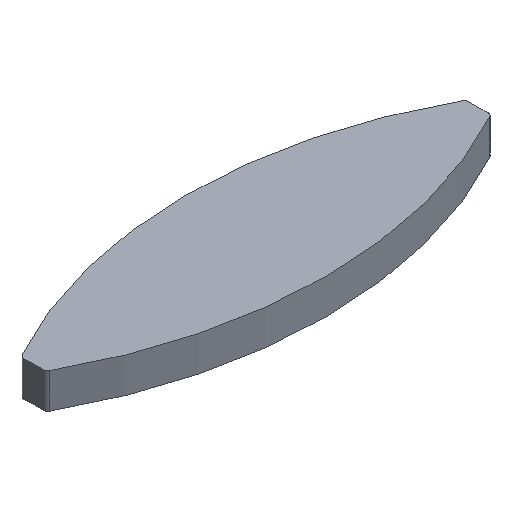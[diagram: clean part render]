
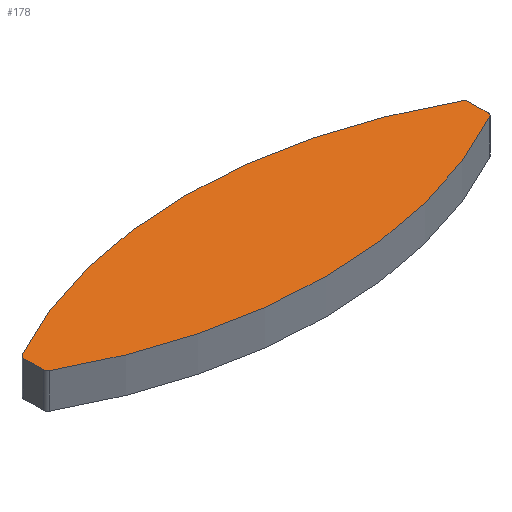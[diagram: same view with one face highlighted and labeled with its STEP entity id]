
A CAD part, isometric view. The second image highlights one B-rep face of the part: STEP entity #178.
In plain terms, the highlighted planar face has unit normal (0, 0, 1).
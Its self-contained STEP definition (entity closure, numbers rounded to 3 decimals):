
#30=FACE_OUTER_BOUND('',#40,.T.);
#40=EDGE_LOOP('',(#157,#158,#159,#160,#161,#162,#163,#164));
#47=CIRCLE('',#207,39.);
#48=CIRCLE('',#209,0.4);
#49=CIRCLE('',#212,0.4);
#50=CIRCLE('',#214,39.);
#51=CIRCLE('',#216,0.4);
#52=CIRCLE('',#219,0.4);
#58=LINE('',#309,#70);
#63=LINE('',#325,#75);
#70=VECTOR('',#252,10.);
#75=VECTOR('',#271,10.);
#85=VERTEX_POINT('',#298);
#86=VERTEX_POINT('',#299);
#87=VERTEX_POINT('',#304);
#88=VERTEX_POINT('',#308);
#89=VERTEX_POINT('',#312);
#90=VERTEX_POINT('',#316);
#91=VERTEX_POINT('',#320);
#92=VERTEX_POINT('',#324);
#101=EDGE_CURVE('',#85,#86,#47,.T.);
#104=EDGE_CURVE('',#86,#87,#48,.T.);
#106=EDGE_CURVE('',#87,#88,#58,.T.);
#108=EDGE_CURVE('',#88,#89,#49,.T.);
#110=EDGE_CURVE('',#89,#90,#50,.T.);
#112=EDGE_CURVE('',#90,#91,#51,.T.);
#114=EDGE_CURVE('',#91,#92,#63,.T.);
#116=EDGE_CURVE('',#92,#85,#52,.T.);
#157=ORIENTED_EDGE('',*,*,#101,.F.);
#158=ORIENTED_EDGE('',*,*,#116,.F.);
#159=ORIENTED_EDGE('',*,*,#114,.F.);
#160=ORIENTED_EDGE('',*,*,#112,.F.);
#161=ORIENTED_EDGE('',*,*,#110,.F.);
#162=ORIENTED_EDGE('',*,*,#108,.F.);
#163=ORIENTED_EDGE('',*,*,#106,.F.);
#164=ORIENTED_EDGE('',*,*,#104,.F.);
#168=PLANE('',#220);
#178=ADVANCED_FACE('',(#30),#168,.T.);
#207=AXIS2_PLACEMENT_3D('',#300,#241,#242);
#209=AXIS2_PLACEMENT_3D('',#305,#247,#248);
#212=AXIS2_PLACEMENT_3D('',#313,#256,#257);
#214=AXIS2_PLACEMENT_3D('',#317,#261,#262);
#216=AXIS2_PLACEMENT_3D('',#321,#266,#267);
#219=AXIS2_PLACEMENT_3D('',#328,#275,#276);
#220=AXIS2_PLACEMENT_3D('',#329,#277,#278);
#241=DIRECTION('center_axis',(0.,0.,-1.));
#242=DIRECTION('ref_axis',(-0.482,-0.876,0.));
#247=DIRECTION('center_axis',(0.,0.,-1.));
#248=DIRECTION('ref_axis',(-1.,0.,0.));
#252=DIRECTION('',(0.,-1.,0.));
#256=DIRECTION('center_axis',(0.,0.,-1.));
#257=DIRECTION('ref_axis',(-0.482,0.876,0.));
#261=DIRECTION('center_axis',(0.,0.,-1.));
#262=DIRECTION('ref_axis',(0.482,0.876,0.));
#266=DIRECTION('center_axis',(0.,0.,-1.));
#267=DIRECTION('ref_axis',(1.,0.,0.));
#271=DIRECTION('',(0.,1.,0.));
#275=DIRECTION('center_axis',(0.,0.,-1.));
#276=DIRECTION('ref_axis',(0.482,-0.876,0.));
#277=DIRECTION('center_axis',(0.,0.,1.));
#278=DIRECTION('ref_axis',(1.,0.,0.));
#298=CARTESIAN_POINT('',(-18.793,1.174,1.5));
#299=CARTESIAN_POINT('',(18.793,1.174,1.5));
#300=CARTESIAN_POINT('Origin',(0.,-33.,1.5));
#304=CARTESIAN_POINT('',(19.,0.823,1.5));
#305=CARTESIAN_POINT('Origin',(18.6,0.823,1.5));
#308=CARTESIAN_POINT('',(19.,-0.823,1.5));
#309=CARTESIAN_POINT('',(19.,0.823,1.5));
#312=CARTESIAN_POINT('',(18.793,-1.174,1.5));
#313=CARTESIAN_POINT('Origin',(18.6,-0.823,1.5));
#316=CARTESIAN_POINT('',(-18.793,-1.174,1.5));
#317=CARTESIAN_POINT('Origin',(0.,33.,1.5));
#320=CARTESIAN_POINT('',(-19.,-0.823,1.5));
#321=CARTESIAN_POINT('Origin',(-18.6,-0.823,1.5));
#324=CARTESIAN_POINT('',(-19.,0.823,1.5));
#325=CARTESIAN_POINT('',(-19.,-0.823,1.5));
#328=CARTESIAN_POINT('Origin',(-18.6,0.823,1.5));
#329=CARTESIAN_POINT('Origin',(0.,0.,
1.5));
